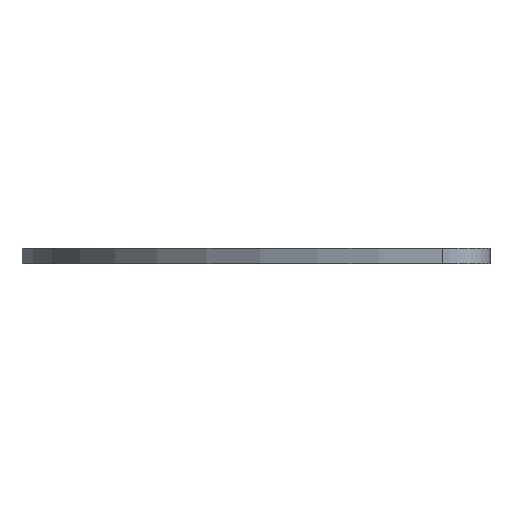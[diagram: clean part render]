
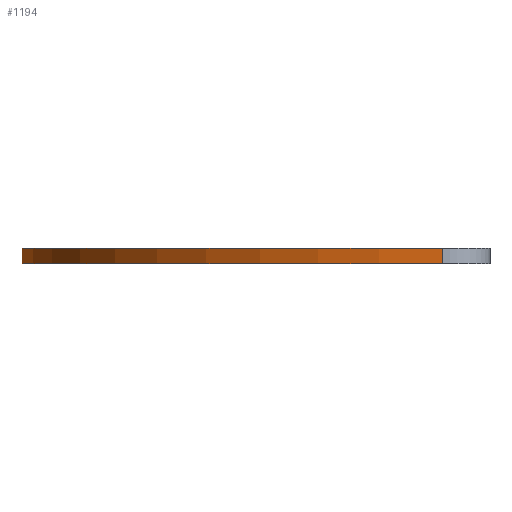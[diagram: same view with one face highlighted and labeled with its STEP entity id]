
A CAD part, left-side view. The second image highlights one B-rep face of the part: STEP entity #1194.
In plain terms, the highlighted cylindrical face has radius 30 mm (diameter 60 mm), a partial arc.
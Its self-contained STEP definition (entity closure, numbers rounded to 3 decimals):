
#195=CARTESIAN_POINT('',(-14.847,-11.972,-0.5));
#196=VERTEX_POINT('',#195);
#204=CARTESIAN_POINT('',(11.972,14.847,-0.5));
#205=VERTEX_POINT('',#204);
#206=CARTESIAN_POINT('',(15.,-15.,-0.5));
#207=DIRECTION('',(0.0,0.0,1.0));
#208=DIRECTION('',(0.0,1.0,0.0));
#209=AXIS2_PLACEMENT_3D('',#206,#207,#208);
#210=CIRCLE('',#209,30.0);
#211=EDGE_CURVE('',#205,#196,#210,.T.);
#392=CARTESIAN_POINT('',(11.972,14.847,0.5));
#393=VERTEX_POINT('',#392);
#410=CARTESIAN_POINT('',(11.972,14.847,-0.5));
#411=DIRECTION('',(0.0,0.0,1.0));
#412=VECTOR('',#411,1.0);
#413=LINE('',#410,#412);
#414=EDGE_CURVE('',#205,#393,#413,.T.);
#506=CARTESIAN_POINT('',(-14.847,-11.972,0.5));
#507=VERTEX_POINT('',#506);
#508=CARTESIAN_POINT('',(15.,-15.,0.5));
#509=DIRECTION('',(0.0,0.0,-1.0));
#510=DIRECTION('',(0.0,1.0,0.0));
#511=AXIS2_PLACEMENT_3D('',#508,#509,#510);
#512=CIRCLE('',#511,30.0);
#513=EDGE_CURVE('',#507,#393,#512,.T.);
#702=CARTESIAN_POINT('',(-14.847,-11.972,0.5));
#703=DIRECTION('',(0.0,0.0,-1.0));
#704=VECTOR('',#703,1.0);
#705=LINE('',#702,#704);
#706=EDGE_CURVE('',#507,#196,#705,.T.);
#1183=CARTESIAN_POINT('',(15.,-15.,0.0));
#1184=DIRECTION('',(0.0,0.0,1.0));
#1185=DIRECTION('',(0.0,1.0,0.0));
#1186=AXIS2_PLACEMENT_3D('',#1183,#1184,#1185);
#1187=CYLINDRICAL_SURFACE('',#1186,30.0);
#1188=ORIENTED_EDGE('',*,*,#414,.F.);
#1189=ORIENTED_EDGE('',*,*,#211,.T.);
#1190=ORIENTED_EDGE('',*,*,#706,.F.);
#1191=ORIENTED_EDGE('',*,*,#513,.T.);
#1192=EDGE_LOOP('',(#1188,#1189,#1190,#1191));
#1193=FACE_OUTER_BOUND('',#1192,.T.);
#1194=ADVANCED_FACE('',(#1193),#1187,.T.);
